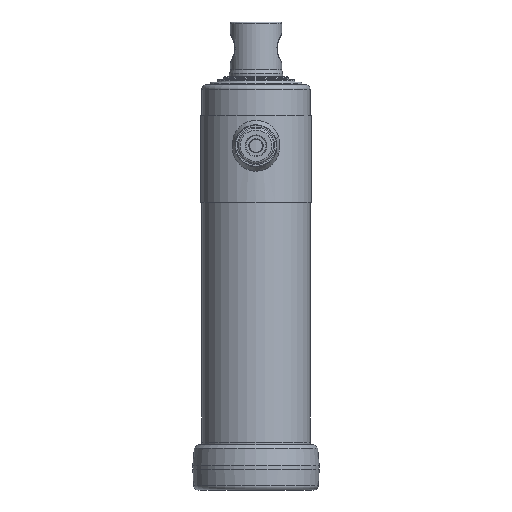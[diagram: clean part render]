
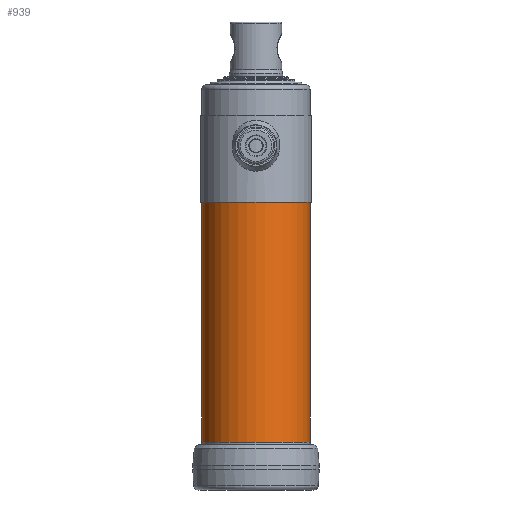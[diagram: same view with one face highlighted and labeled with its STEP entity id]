
A CAD part, front view. The second image highlights one B-rep face of the part: STEP entity #939.
In plain terms, the highlighted cylindrical face has radius 62 mm (diameter 124 mm), a full revolution.
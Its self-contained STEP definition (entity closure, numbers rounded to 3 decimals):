
#939 = ADVANCED_FACE( '', ( #1910, #1911 ), #1912, .T. );
#1910 = FACE_OUTER_BOUND( '', #5308, .T. );
#1911 = FACE_OUTER_BOUND( '', #5309, .T. );
#1912 = CYLINDRICAL_SURFACE( '', #5310, 62. );
#5308 = EDGE_LOOP( '', ( #7765 ) );
#5309 = EDGE_LOOP( '', ( #7766 ) );
#5310 = AXIS2_PLACEMENT_3D( '', #7767, #7768, #7769 );
#7765 = ORIENTED_EDGE( '', *, *, #8370, .F. );
#7766 = ORIENTED_EDGE( '', *, *, #8673, .T. );
#7767 = CARTESIAN_POINT( '', ( 0., 0., 54. ) );
#7768 = DIRECTION( '', ( 0., 0., 1. ) );
#7769 = DIRECTION( '', ( -1., 0., 0. ) );
#8370 = EDGE_CURVE( '', #9148, #9148, #9149, .T. );
#8673 = EDGE_CURVE( '', #9568, #9568, #9569, .T. );
#9148 = VERTEX_POINT( '', #11197 );
#9149 = CIRCLE( '', #11198, 62. );
#9568 = VERTEX_POINT( '', #12903 );
#9569 = CIRCLE( '', #12904, 62. );
#11197 = CARTESIAN_POINT( '', ( -62., 0., 37. ) );
#11198 = AXIS2_PLACEMENT_3D( '', #13405, #13406, #13407 );
#12903 = CARTESIAN_POINT( '', ( -62., 0., 312. ) );
#12904 = AXIS2_PLACEMENT_3D( '', #13696, #13697, #13698 );
#13405 = CARTESIAN_POINT( '', ( 0., 0., 37. ) );
#13406 = DIRECTION( '', ( 0., 0., -1. ) );
#13407 = DIRECTION( '', ( -1., 0., 0. ) );
#13696 = CARTESIAN_POINT( '', ( 0., 0., 312. ) );
#13697 = DIRECTION( '', ( 0., 0., -1. ) );
#13698 = DIRECTION( '', ( -1., 0., 0. ) );
